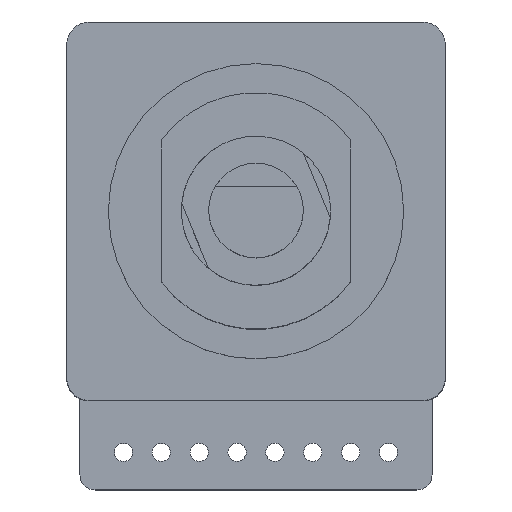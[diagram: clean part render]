
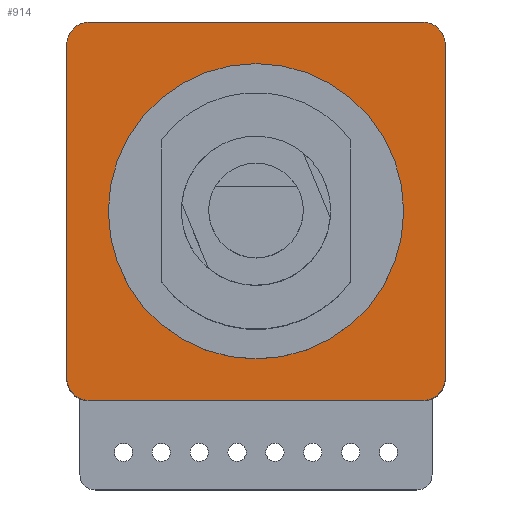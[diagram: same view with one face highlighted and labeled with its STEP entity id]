
A CAD part, top view. The second image highlights one B-rep face of the part: STEP entity #914.
In plain terms, the highlighted planar face has unit normal (0, 0, 1).
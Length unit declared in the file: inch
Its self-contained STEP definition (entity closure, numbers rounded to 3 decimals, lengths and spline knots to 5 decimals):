
#47=CARTESIAN_POINT('',(0.,0.,0.));
#48=DIRECTION('',(0.,0.,1.));
#49=DIRECTION('',(1.,0.,0.));
#50=AXIS2_PLACEMENT_3D('',#47,#48,#49);
#52=CARTESIAN_POINT('',(0.,0.,0.));
#53=DIRECTION('',(0.,0.,1.));
#54=DIRECTION('',(-1.,0.,0.));
#55=AXIS2_PLACEMENT_3D('',#52,#53,#54);
#57=CARTESIAN_POINT('',(-0.22,-0.22,0.));
#58=DIRECTION('',(0.,0.,1.));
#59=DIRECTION('',(-1.,0.,0.));
#60=AXIS2_PLACEMENT_3D('',#57,#58,#59);
#62=DIRECTION('',(0.,1.,0.));
#63=VECTOR('',#62,0.44);
#64=CARTESIAN_POINT('',(-0.25,-0.22,0.));
#65=LINE('',#64,#63);
#66=CARTESIAN_POINT('',(-0.22,0.22,0.));
#67=DIRECTION('',(0.,0.,1.));
#68=DIRECTION('',(0.,1.,0.));
#69=AXIS2_PLACEMENT_3D('',#66,#67,#68);
#71=DIRECTION('',(1.,0.,0.));
#72=VECTOR('',#71,0.44);
#73=CARTESIAN_POINT('',(-0.22,0.25,0.));
#74=LINE('',#73,#72);
#75=CARTESIAN_POINT('',(0.22,0.22,0.));
#76=DIRECTION('',(0.,0.,1.));
#77=DIRECTION('',(1.,0.,0.));
#78=AXIS2_PLACEMENT_3D('',#75,#76,#77);
#80=DIRECTION('',(0.,-1.,0.));
#81=VECTOR('',#80,0.44);
#82=CARTESIAN_POINT('',(0.25,0.22,0.));
#83=LINE('',#82,#81);
#84=CARTESIAN_POINT('',(0.22,-0.22,0.));
#85=DIRECTION('',(0.,0.,1.));
#86=DIRECTION('',(0.,-1.,0.));
#87=AXIS2_PLACEMENT_3D('',#84,#85,#86);
#89=DIRECTION('',(-1.,0.,0.));
#90=VECTOR('',#89,0.44);
#91=CARTESIAN_POINT('',(0.22,-0.25,0.));
#92=LINE('',#91,#90);
#819=CARTESIAN_POINT('',(-0.25,-0.22,0.));
#820=CARTESIAN_POINT('',(-0.22,-0.25,0.));
#821=VERTEX_POINT('',#819);
#822=VERTEX_POINT('',#820);
#829=CARTESIAN_POINT('',(-0.22,0.25,0.));
#830=VERTEX_POINT('',#829);
#831=CARTESIAN_POINT('',(-0.25,0.22,0.));
#832=VERTEX_POINT('',#831);
#837=CARTESIAN_POINT('',(0.25,0.22,0.));
#838=VERTEX_POINT('',#837);
#839=CARTESIAN_POINT('',(0.22,0.25,0.));
#840=VERTEX_POINT('',#839);
#847=CARTESIAN_POINT('',(0.22,-0.25,0.));
#848=CARTESIAN_POINT('',(0.25,-0.22,0.));
#849=VERTEX_POINT('',#847);
#850=VERTEX_POINT('',#848);
#865=CARTESIAN_POINT('',(0.195,0.,0.));
#866=CARTESIAN_POINT('',(-0.195,0.,0.));
#867=VERTEX_POINT('',#865);
#868=VERTEX_POINT('',#866);
#885=CARTESIAN_POINT('',(0.,0.,0.));
#886=DIRECTION('',(0.,0.,1.));
#887=DIRECTION('',(1.,0.,0.));
#888=AXIS2_PLACEMENT_3D('',#885,#886,#887);
#889=PLANE('',#888);
#891=ORIENTED_EDGE('',*,*,#890,.F.);
#893=ORIENTED_EDGE('',*,*,#892,.T.);
#895=ORIENTED_EDGE('',*,*,#894,.F.);
#897=ORIENTED_EDGE('',*,*,#896,.T.);
#899=ORIENTED_EDGE('',*,*,#898,.F.);
#901=ORIENTED_EDGE('',*,*,#900,.T.);
#903=ORIENTED_EDGE('',*,*,#902,.F.);
#905=ORIENTED_EDGE('',*,*,#904,.T.);
#906=EDGE_LOOP('',(#891,#893,#895,#897,#899,#901,#903,#905));
#907=FACE_OUTER_BOUND('',#906,.F.);
#909=ORIENTED_EDGE('',*,*,#908,.T.);
#911=ORIENTED_EDGE('',*,*,#910,.T.);
#912=EDGE_LOOP('',(#909,#911));
#913=FACE_BOUND('',#912,.F.);
#914=ADVANCED_FACE('',(#907,#913),#889,.T.);
#51=CIRCLE('',#50,0.195);
#56=CIRCLE('',#55,0.195);
#61=CIRCLE('',#60,0.03);
#70=CIRCLE('',#69,0.03);
#79=CIRCLE('',#78,0.03);
#88=CIRCLE('',#87,0.03);
#890=EDGE_CURVE('',#821,#822,#61,.T.);
#892=EDGE_CURVE('',#821,#832,#65,.T.);
#894=EDGE_CURVE('',#830,#832,#70,.T.);
#896=EDGE_CURVE('',#830,#840,#74,.T.);
#898=EDGE_CURVE('',#838,#840,#79,.T.);
#900=EDGE_CURVE('',#838,#850,#83,.T.);
#902=EDGE_CURVE('',#849,#850,#88,.T.);
#904=EDGE_CURVE('',#849,#822,#92,.T.);
#908=EDGE_CURVE('',#867,#868,#51,.T.);
#910=EDGE_CURVE('',#868,#867,#56,.T.);
